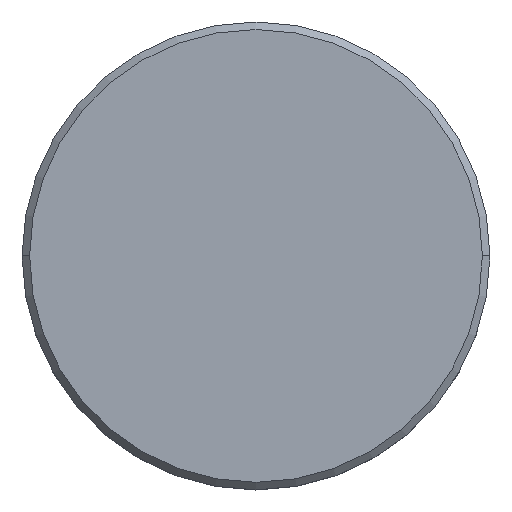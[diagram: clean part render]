
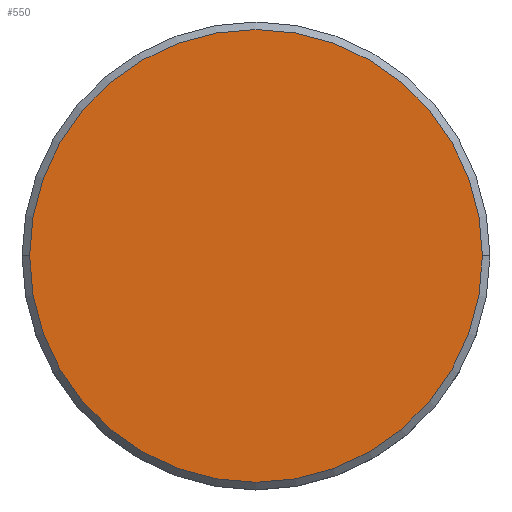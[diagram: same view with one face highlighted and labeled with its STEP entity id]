
A CAD part, top view. The second image highlights one B-rep face of the part: STEP entity #550.
In plain terms, the highlighted planar face has unit normal (0, 0, 1).
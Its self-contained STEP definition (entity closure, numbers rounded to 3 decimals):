
#6 = ORIENTED_EDGE ( 'NONE', *, *, #417, .T. ) ;
#77 = CARTESIAN_POINT ( 'NONE',  ( 15., 0., 0. ) ) ;
#103 = CARTESIAN_POINT ( 'NONE',  ( 0., 0., 0. ) ) ;
#111 = AXIS2_PLACEMENT_3D ( 'NONE', #871, #428, #226 ) ;
#119 = CARTESIAN_POINT ( 'NONE',  ( -15., 0., 0. ) ) ;
#226 = DIRECTION ( 'NONE',  ( 1., 0., 0. ) ) ;
#256 = AXIS2_PLACEMENT_3D ( 'NONE', #103, #468, #850 ) ;
#267 = VERTEX_POINT ( 'NONE', #77 ) ;
#287 = DIRECTION ( 'NONE',  ( 1., 0., 0. ) ) ;
#417 = EDGE_CURVE ( 'NONE', #267, #775, #688, .T. ) ;
#428 = DIRECTION ( 'NONE',  ( 0., 0., 1. ) ) ;
#468 = DIRECTION ( 'NONE',  ( 0., 0., 1. ) ) ;
#475 = EDGE_CURVE ( 'NONE', #775, #267, #1034, .T. ) ;
#478 = ORIENTED_EDGE ( 'NONE', *, *, #475, .T. ) ;
#499 = PLANE ( 'NONE',  #111 ) ;
#550 = ADVANCED_FACE ( 'NONE', ( #1040 ), #499, .T. ) ;
#688 = CIRCLE ( 'NONE', #256, 15. ) ;
#698 = EDGE_LOOP ( 'NONE', ( #478, #6 ) ) ;
#775 = VERTEX_POINT ( 'NONE', #119 ) ;
#831 = DIRECTION ( 'NONE',  ( 0., 0., 1. ) ) ;
#850 = DIRECTION ( 'NONE',  ( 1., 0., 0. ) ) ;
#871 = CARTESIAN_POINT ( 'NONE',  ( 0., 0., 0. ) ) ;
#938 = AXIS2_PLACEMENT_3D ( 'NONE', #1102, #831, #287 ) ;
#1034 = CIRCLE ( 'NONE', #938, 15. ) ;
#1040 = FACE_OUTER_BOUND ( 'NONE', #698, .T. ) ;
#1102 = CARTESIAN_POINT ( 'NONE',  ( 0., 0., 0. ) ) ;
